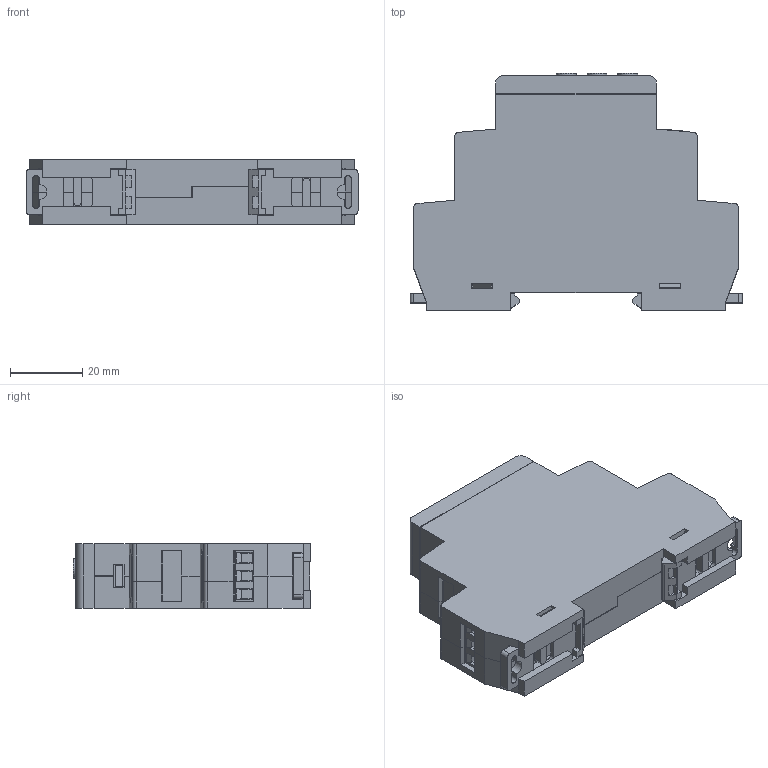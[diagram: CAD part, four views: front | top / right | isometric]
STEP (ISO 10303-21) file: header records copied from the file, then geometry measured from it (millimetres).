
FILE_DESCRIPTION(('STEP AP203'), '1');
FILE_NAME('RT1.01.0.240.00', '', ('UNSPECIFIED'), ('UNSPECIFIED'), 'C3D Converter', 'C3D Toolkit', '');
FILE_SCHEMA(('CONFIG_CONTROL_DESIGN'));
Length unit declared in the file: millimetre
Products named in the file (18): RT1.01.0.240.00; RT1.00006; RT1.00007; RT1.00005; RT1.00003; RT1.00004; RT1.00002; RT1.00014; RT1.00009; RT1.00013; RT1.00012; RT1.00011; RT1.00010; RT1.00008; RT1.00001
Assembly tree (25 placements, depth 4):
  RT1.01.0.240.00
    RT1.00006  x2
    RT1.00007
    RT1.00005
    RT1.00003  x2
    RT1.00004
    RT1.00004
    RT1.00004
    RT1.00002  x2
    RT1.00014
      RT1.00009
        RT1.00009
      RT1.00013
        RT1.00012  x4
        RT1.00011
      RT1.00010
        RT1.00009  x2
        RT1.00008
    RT1.00001
Bounding box: 91.8 x 65.61 x 17.8 mm (x, y, z)
Volume: 38300.7 mm3; surface area: 49331.3 mm2
Topology: 21 solids, 21 shells, 1766 faces, 4813 edges, 3182 vertices
Faces by surface type: plane 1492, cylinder 166, bspline 75, torus 17, cone 16
Full cylindrical faces by diameter (mm): 0.3 x12, 0.7 x3, 0.8 x9, 1.2 x34, 2 x2, 2.4 x3, 2.5 x4, 3.8 x9, 4.4 x3, 4.7 x3
Entity records: 59676 total; most frequent: CARTESIAN_POINT 13764, ORIENTED_EDGE 7360, DIRECTION 6258, EDGE_CURVE 3680, LINE 3002, VECTOR 3002, VERTEX_POINT 2485, AXIS2_PLACEMENT_3D 1628
